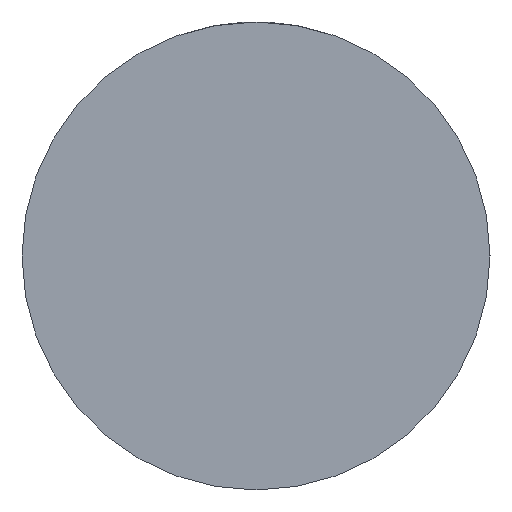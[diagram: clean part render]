
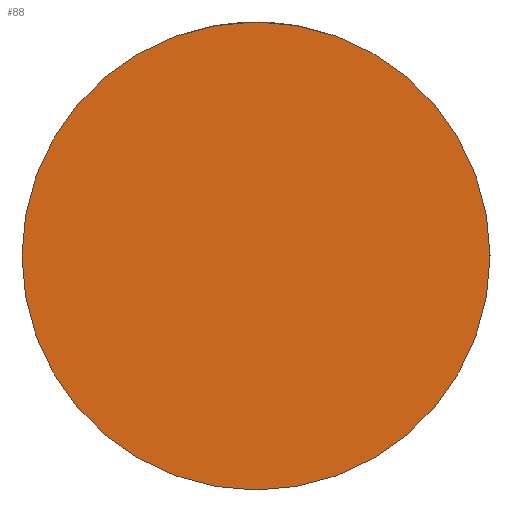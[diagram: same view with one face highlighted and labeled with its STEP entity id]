
A CAD part, left-side view. The second image highlights one B-rep face of the part: STEP entity #88.
In plain terms, the highlighted planar face has unit normal (-1, 0, 0).
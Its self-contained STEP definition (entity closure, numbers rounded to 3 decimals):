
#88 = ADVANCED_FACE( '', ( #180 ), #181, .F. );
#180 = FACE_OUTER_BOUND( '', #269, .T. );
#181 = PLANE( '', #270 );
#269 = EDGE_LOOP( '', ( #442 ) );
#270 = AXIS2_PLACEMENT_3D( '', #443, #444, #445 );
#442 = ORIENTED_EDGE( '', *, *, #526, .F. );
#443 = CARTESIAN_POINT( '', ( -800., 0., 0. ) );
#444 = DIRECTION( '', ( 1., 0., 0. ) );
#445 = DIRECTION( '', ( 0., 0., -1. ) );
#526 = EDGE_CURVE( '', #626, #626, #627, .T. );
#626 = VERTEX_POINT( '', #812 );
#627 = CIRCLE( '', #813, 20. );
#812 = CARTESIAN_POINT( '', ( -800., 0., -20. ) );
#813 = AXIS2_PLACEMENT_3D( '', #890, #891, #892 );
#890 = CARTESIAN_POINT( '', ( -800., 0., 0. ) );
#891 = DIRECTION( '', ( 1., 0., 0. ) );
#892 = DIRECTION( '', ( 0., 0., -1. ) );
